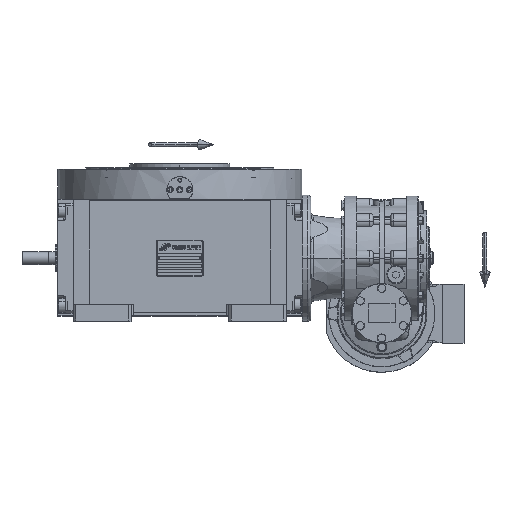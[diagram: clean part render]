
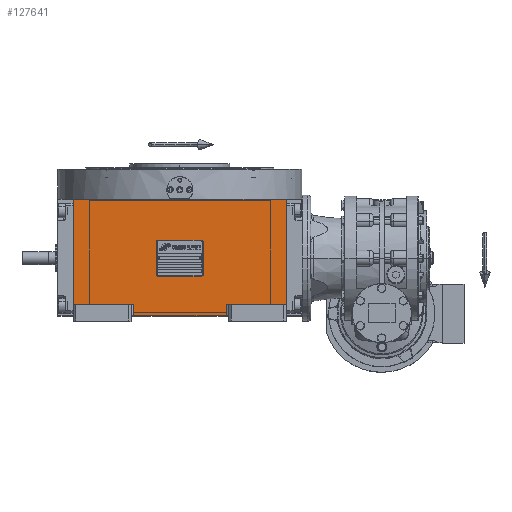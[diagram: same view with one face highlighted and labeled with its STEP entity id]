
A CAD part, top view. The second image highlights one B-rep face of the part: STEP entity #127641.
In plain terms, the highlighted planar face has unit normal (0, 0, 1).
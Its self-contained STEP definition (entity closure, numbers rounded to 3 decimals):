
#366 = LINE ( 'NONE', #94362, #4017 ) ;
#393 = VERTEX_POINT ( 'NONE', #129732 ) ;
#997 = LINE ( 'NONE', #43435, #89817 ) ;
#1032 = ORIENTED_EDGE ( 'NONE', *, *, #78528, .T. ) ;
#2725 = CARTESIAN_POINT ( 'NONE',  ( -59., -73., 226. ) ) ;
#4017 = VECTOR ( 'NONE', #64403, 1000. ) ;
#7582 = VECTOR ( 'NONE', #52878, 1000. ) ;
#10427 = LINE ( 'NONE', #85547, #126718 ) ;
#10927 = VECTOR ( 'NONE', #93743, 1000. ) ;
#20661 = CARTESIAN_POINT ( 'NONE',  ( 59., -59., 226. ) ) ;
#23631 = LINE ( 'NONE', #2725, #7582 ) ;
#25931 = EDGE_LOOP ( 'NONE', ( #1032, #46856, #88952, #28046, #52388, #77740, #71599, #90454 ) ) ;
#26279 = DIRECTION ( 'NONE',  ( 1., 0., 0. ) ) ;
#26418 = EDGE_CURVE ( 'NONE', #70561, #77664, #23631, .T. ) ;
#26931 = VERTEX_POINT ( 'NONE', #70534 ) ;
#27578 = EDGE_CURVE ( 'NONE', #124342, #77664, #98801, .T. ) ;
#28046 = ORIENTED_EDGE ( 'NONE', *, *, #68554, .T. ) ;
#28794 = DIRECTION ( 'NONE',  ( 1., 0., 0. ) ) ;
#30292 = EDGE_CURVE ( 'NONE', #99959, #26931, #30452, .T. ) ;
#30452 = LINE ( 'NONE', #20661, #10927 ) ;
#31177 = CARTESIAN_POINT ( 'NONE',  ( -135., -59., 226. ) ) ;
#37478 = AXIS2_PLACEMENT_3D ( 'NONE', #134607, #124198, #28794 ) ;
#38132 = DIRECTION ( 'NONE',  ( 1., 0., 0. ) ) ;
#42391 = DIRECTION ( 'NONE',  ( 0., 1., 0. ) ) ;
#43435 = CARTESIAN_POINT ( 'NONE',  ( -135., -59., 226. ) ) ;
#44504 = CARTESIAN_POINT ( 'NONE',  ( -135., -59., 226. ) ) ;
#46856 = ORIENTED_EDGE ( 'NONE', *, *, #134592, .F. ) ;
#46877 = VERTEX_POINT ( 'NONE', #103625 ) ;
#47871 = CARTESIAN_POINT ( 'NONE',  ( -59., -73., 226. ) ) ;
#52388 = ORIENTED_EDGE ( 'NONE', *, *, #102588, .F. ) ;
#52878 = DIRECTION ( 'NONE',  ( 0., 1., 0. ) ) ;
#54938 = VERTEX_POINT ( 'NONE', #87743 ) ;
#56743 = VECTOR ( 'NONE', #64714, 1000. ) ;
#60119 = FACE_OUTER_BOUND ( 'NONE', #25931, .T. ) ;
#64403 = DIRECTION ( 'NONE',  ( 0., -1., 0. ) ) ;
#64714 = DIRECTION ( 'NONE',  ( 1., 0., 0. ) ) ;
#68554 = EDGE_CURVE ( 'NONE', #26931, #46877, #10427, .T. ) ;
#70534 = CARTESIAN_POINT ( 'NONE',  ( 135., -59., 226. ) ) ;
#70561 = VERTEX_POINT ( 'NONE', #118836 ) ;
#71599 = ORIENTED_EDGE ( 'NONE', *, *, #27578, .T. ) ;
#77664 = VERTEX_POINT ( 'NONE', #129841 ) ;
#77740 = ORIENTED_EDGE ( 'NONE', *, *, #122138, .F. ) ;
#78528 = EDGE_CURVE ( 'NONE', #70561, #54938, #79868, .T. ) ;
#79868 = LINE ( 'NONE', #47871, #98457 ) ;
#85547 = CARTESIAN_POINT ( 'NONE',  ( 135., -59., 226. ) ) ;
#85897 = DIRECTION ( 'NONE',  ( 0., 1., 0. ) ) ;
#87743 = CARTESIAN_POINT ( 'NONE',  ( 59., -73., 226. ) ) ;
#88952 = ORIENTED_EDGE ( 'NONE', *, *, #30292, .T. ) ;
#89817 = VECTOR ( 'NONE', #85897, 1000. ) ;
#90454 = ORIENTED_EDGE ( 'NONE', *, *, #26418, .F. ) ;
#92145 = PLANE ( 'NONE',  #37478 ) ;
#93743 = DIRECTION ( 'NONE',  ( 1., 0., 0. ) ) ;
#94362 = CARTESIAN_POINT ( 'NONE',  ( 59., -59., 226. ) ) ;
#98457 = VECTOR ( 'NONE', #26279, 1000. ) ;
#98801 = LINE ( 'NONE', #44504, #56743 ) ;
#99959 = VERTEX_POINT ( 'NONE', #110022 ) ;
#102588 = EDGE_CURVE ( 'NONE', #393, #46877, #123063, .T. ) ;
#103625 = CARTESIAN_POINT ( 'NONE',  ( 135., 75., 226. ) ) ;
#110022 = CARTESIAN_POINT ( 'NONE',  ( 59., -59., 226. ) ) ;
#110983 = VECTOR ( 'NONE', #38132, 1000. ) ;
#118836 = CARTESIAN_POINT ( 'NONE',  ( -59., -73., 226. ) ) ;
#121000 = CARTESIAN_POINT ( 'NONE',  ( -135., 75., 226. ) ) ;
#122138 = EDGE_CURVE ( 'NONE', #124342, #393, #997, .T. ) ;
#123063 = LINE ( 'NONE', #121000, #110983 ) ;
#124198 = DIRECTION ( 'NONE',  ( 0., 0., 1. ) ) ;
#124342 = VERTEX_POINT ( 'NONE', #31177 ) ;
#126718 = VECTOR ( 'NONE', #42391, 1000. ) ;
#127641 = ADVANCED_FACE ( 'NONE', ( #60119 ), #92145, .T. ) ;
#129732 = CARTESIAN_POINT ( 'NONE',  ( -135., 75., 226. ) ) ;
#129841 = CARTESIAN_POINT ( 'NONE',  ( -59., -59., 226. ) ) ;
#134592 = EDGE_CURVE ( 'NONE', #99959, #54938, #366, .T. ) ;
#134607 = CARTESIAN_POINT ( 'NONE',  ( -135., -73., 226. ) ) ;
